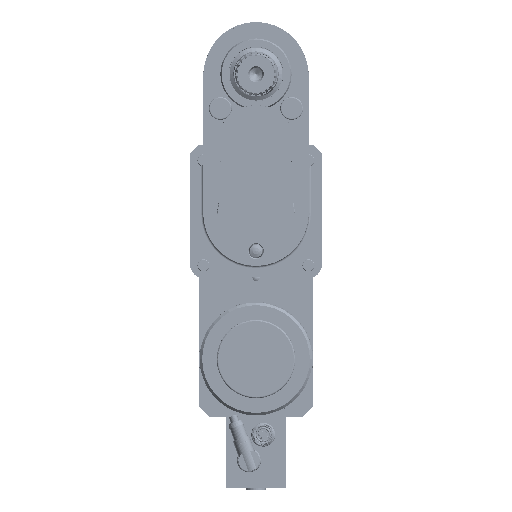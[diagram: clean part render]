
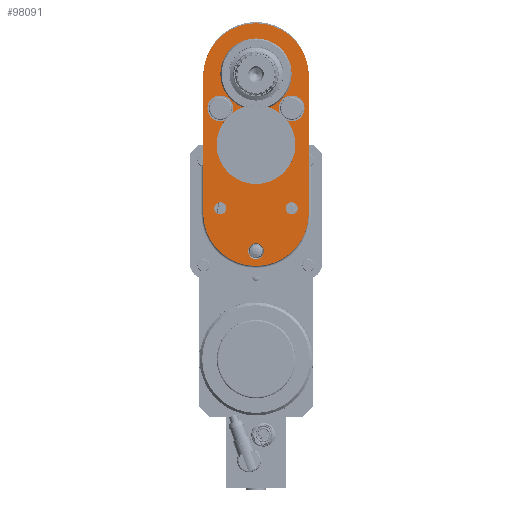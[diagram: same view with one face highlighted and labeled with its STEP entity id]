
A CAD part, left-side view. The second image highlights one B-rep face of the part: STEP entity #98091.
In plain terms, the highlighted planar face has unit normal (-1, 0, 0).
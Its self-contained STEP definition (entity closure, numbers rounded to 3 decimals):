
#3087=FACE_BOUND('',#14503,.T.);
#3088=FACE_BOUND('',#14504,.T.);
#3089=FACE_BOUND('',#14505,.T.);
#3090=FACE_BOUND('',#14506,.T.);
#3091=FACE_BOUND('',#14507,.T.);
#3092=FACE_BOUND('',#14508,.T.);
#4415=PLANE('',#105827);
#9044=FACE_OUTER_BOUND('',#14502,.T.);
#14502=EDGE_LOOP('',(#75949,#75950,#75951,#75952));
#14503=EDGE_LOOP('',(#75953));
#14504=EDGE_LOOP('',(#75954,#75955,#75956));
#14505=EDGE_LOOP('',(#75957,#75958));
#14506=EDGE_LOOP('',(#75959));
#14507=EDGE_LOOP('',(#75960));
#14508=EDGE_LOOP('',(#75961));
#19989=CIRCLE('',#105138,0.5);
#20003=CIRCLE('',#105168,0.5);
#20006=CIRCLE('',#105173,0.425);
#20009=CIRCLE('',#105178,0.425);
#20010=CIRCLE('',#105179,0.425);
#20187=CIRCLE('',#105583,2.5);
#20210=CIRCLE('',#105625,2.763);
#20211=CIRCLE('',#105626,2.763);
#20220=CIRCLE('',#105639,0.55);
#20306=CIRCLE('',#105825,3.7);
#20307=CIRCLE('',#105828,3.7);
#27163=LINE('',#166975,#34910);
#27166=LINE('',#166981,#34913);
#34910=VECTOR('',#122330,9.6);
#34913=VECTOR('',#122335,9.6);
#43567=VERTEX_POINT('',#164413);
#43592=VERTEX_POINT('',#164490);
#43596=VERTEX_POINT('',#164501);
#43600=VERTEX_POINT('',#164512);
#43601=VERTEX_POINT('',#164514);
#43958=VERTEX_POINT('',#166134);
#43959=VERTEX_POINT('',#166136);
#43987=VERTEX_POINT('',#166241);
#43996=VERTEX_POINT('',#166267);
#44169=VERTEX_POINT('',#166968);
#44170=VERTEX_POINT('',#166969);
#44171=VERTEX_POINT('',#166974);
#44173=VERTEX_POINT('',#166980);
#54967=EDGE_CURVE('',#43567,#43567,#19989,.T.);
#55003=EDGE_CURVE('',#43592,#43592,#20003,.T.);
#55007=EDGE_CURVE('',#43596,#43596,#20006,.T.);
#55013=EDGE_CURVE('',#43600,#43601,#20009,.T.);
#55014=EDGE_CURVE('',#43601,#43600,#20010,.T.);
#55585=EDGE_CURVE('',#43959,#43958,#20187,.T.);
#55630=EDGE_CURVE('',#43987,#43958,#20210,.T.);
#55631=EDGE_CURVE('',#43959,#43987,#20211,.T.);
#55643=EDGE_CURVE('',#43996,#43996,#20220,.T.);
#55906=EDGE_CURVE('',#44169,#44170,#20306,.T.);
#55909=EDGE_CURVE('',#44171,#44169,#27163,.T.);
#55912=EDGE_CURVE('',#44170,#44173,#27166,.T.);
#55913=EDGE_CURVE('',#44173,#44171,#20307,.T.);
#75949=ORIENTED_EDGE('',*,*,#55909,.T.);
#75950=ORIENTED_EDGE('',*,*,#55906,.T.);
#75951=ORIENTED_EDGE('',*,*,#55912,.T.);
#75952=ORIENTED_EDGE('',*,*,#55913,.T.);
#75953=ORIENTED_EDGE('',*,*,#55643,.T.);
#75954=ORIENTED_EDGE('',*,*,#55631,.F.);
#75955=ORIENTED_EDGE('',*,*,#55585,.T.);
#75956=ORIENTED_EDGE('',*,*,#55630,.F.);
#75957=ORIENTED_EDGE('',*,*,#55014,.F.);
#75958=ORIENTED_EDGE('',*,*,#55013,.F.);
#75959=ORIENTED_EDGE('',*,*,#55007,.T.);
#75960=ORIENTED_EDGE('',*,*,#55003,.F.);
#75961=ORIENTED_EDGE('',*,*,#54967,.F.);
#98091=ADVANCED_FACE('',(#9044,#3087,#3088,#3089,#3090,#3091,#3092),#4415,
 .T.);
#105138=AXIS2_PLACEMENT_3D('',#164415,#120449,#120450);
#105168=AXIS2_PLACEMENT_3D('',#164492,#120531,#120532);
#105173=AXIS2_PLACEMENT_3D('',#164502,#120542,#120543);
#105178=AXIS2_PLACEMENT_3D('',#164515,#120555,#120556);
#105179=AXIS2_PLACEMENT_3D('',#164516,#120557,#120558);
#105583=AXIS2_PLACEMENT_3D('',#166137,#121648,#121649);
#105625=AXIS2_PLACEMENT_3D('',#166243,#121752,#121753);
#105626=AXIS2_PLACEMENT_3D('',#166244,#121754,#121755);
#105639=AXIS2_PLACEMENT_3D('',#166269,#121783,#121784);
#105825=AXIS2_PLACEMENT_3D('',#166970,#122324,#122325);
#105827=AXIS2_PLACEMENT_3D('',#166979,#122333,#122334);
#105828=AXIS2_PLACEMENT_3D('',#166982,#122336,#122337);
#120449=DIRECTION('center_axis',(-1.,0.,0.));
#120450=DIRECTION('ref_axis',(0.,1.,0.));
#120531=DIRECTION('center_axis',(-1.,0.,0.));
#120532=DIRECTION('ref_axis',(0.,1.,0.));
#120542=DIRECTION('center_axis',(1.,0.,0.));
#120543=DIRECTION('ref_axis',(0.,-1.,0.));
#120555=DIRECTION('center_axis',(-1.,0.,0.));
#120556=DIRECTION('ref_axis',(0.,1.,0.));
#120557=DIRECTION('center_axis',(-1.,0.,0.));
#120558=DIRECTION('ref_axis',(0.,1.,0.));
#121648=DIRECTION('center_axis',(1.,0.,0.));
#121649=DIRECTION('ref_axis',(0.,0.363,-0.932));
#121752=DIRECTION('center_axis',(-1.,0.,0.));
#121753=DIRECTION('ref_axis',(0.,0.329,0.944));
#121754=DIRECTION('center_axis',(-1.,0.,0.));
#121755=DIRECTION('ref_axis',(0.,0.329,0.944));
#121783=DIRECTION('center_axis',(1.,0.,0.));
#121784=DIRECTION('ref_axis',(0.,0.,
-1.));
#122324=DIRECTION('center_axis',(-1.,0.,0.));
#122325=DIRECTION('ref_axis',(0.,1.,0.));
#122330=DIRECTION('',(0.,0.,-1.));
#122333=DIRECTION('center_axis',(-1.,0.,0.));
#122334=DIRECTION('ref_axis',(0.,1.,0.));
#122335=DIRECTION('',(0.,0.,1.));
#122336=DIRECTION('center_axis',(-1.,0.,0.));
#122337=DIRECTION('ref_axis',(0.,-1.,0.));
#164413=CARTESIAN_POINT('',(-5.8,3.,7.323));
#164415=CARTESIAN_POINT('Origin',(-5.8,2.5,7.323));
#164490=CARTESIAN_POINT('',(-5.8,-2.,7.323));
#164492=CARTESIAN_POINT('Origin',(-5.8,-2.5,7.323));
#164501=CARTESIAN_POINT('',(-5.8,2.925,0.323));
#164502=CARTESIAN_POINT('Origin',(-5.8,2.5,0.323));
#164512=CARTESIAN_POINT('',(-5.8,-2.925,0.323));
#164514=CARTESIAN_POINT('',(-5.8,-2.075,0.323));
#164515=CARTESIAN_POINT('Origin',(-5.8,-2.5,0.323));
#164516=CARTESIAN_POINT('Origin',(-5.8,-2.5,0.323));
#166134=CARTESIAN_POINT('',(-5.8,-0.908,7.394));
#166136=CARTESIAN_POINT('',(-5.8,0.908,7.394));
#166137=CARTESIAN_POINT('Origin',(-5.8,0.,
9.723));
#166241=CARTESIAN_POINT('',(-5.8,0.,2.022));
#166243=CARTESIAN_POINT('Origin',(-5.8,0.,
4.785));
#166244=CARTESIAN_POINT('Origin',(-5.8,0.,
4.785));
#166267=CARTESIAN_POINT('',(-5.8,0.,-3.227));
#166269=CARTESIAN_POINT('Origin',(-5.8,0.,
-2.677));
#166968=CARTESIAN_POINT('',(-5.8,3.7,-0.015));
#166969=CARTESIAN_POINT('',(-5.8,-3.7,-0.015));
#166970=CARTESIAN_POINT('Origin',(-5.8,0.,
-0.015));
#166974=CARTESIAN_POINT('',(-5.8,3.7,9.585));
#166975=CARTESIAN_POINT('',(-5.8,3.7,9.585));
#166979=CARTESIAN_POINT('Origin',(-5.8,0.,
4.785));
#166980=CARTESIAN_POINT('',(-5.8,-3.7,9.585));
#166981=CARTESIAN_POINT('',(-5.8,-3.7,-0.015));
#166982=CARTESIAN_POINT('Origin',(-5.8,0.,
9.585));
